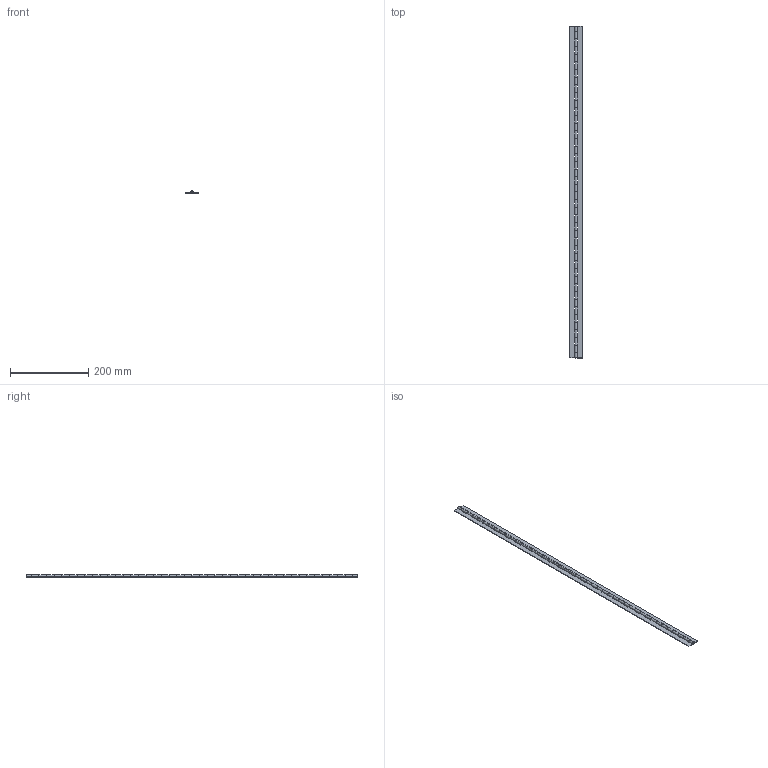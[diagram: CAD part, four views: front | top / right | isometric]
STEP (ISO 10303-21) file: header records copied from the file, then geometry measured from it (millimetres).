
FILE_DESCRIPTION (( 'STEP AP214' ), '1' );
FILE_NAME ('TH_76_3.STEP', '2015-05-22T01:17:37', ( '' ), ( '' ), 'SwSTEP 2.0', 'SolidWorks 2015', '' );
FILE_SCHEMA (( 'AUTOMOTIVE_DESIGN' ));
Length unit declared in the file: millimetre
Products named in the file (4): shaft; hinge piece_A; hinge piece_B; TH_76_3
Assembly tree (3 placements, depth 2):
  TH_76_3
    hinge piece_B
    hinge piece_A
    shaft
Bounding box: 32 x 850 x 6.7 mm (x, y, z)
Volume: 64386.6 mm3; surface area: 87583.1 mm2
Topology: 3 solids, 3 shells, 276 faces, 810 edges, 540 vertices
Faces by surface type: plane 186, cylinder 90
Entity records: 9308 total; most frequent: CARTESIAN_POINT 1632, ORIENTED_EDGE 1620, DIRECTION 1554, EDGE_CURVE 810, VECTOR 630, LINE 630, VERTEX_POINT 540, AXIS2_PLACEMENT_3D 462
